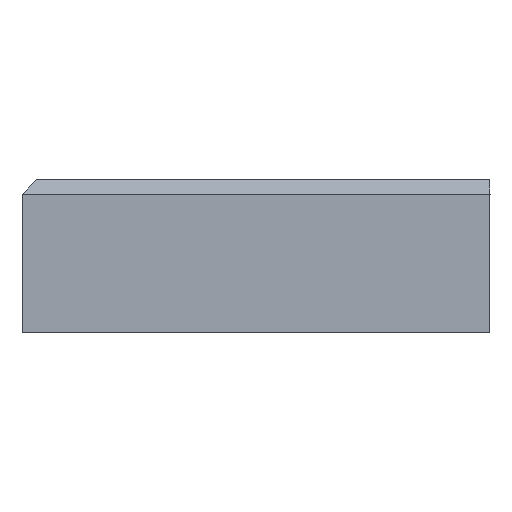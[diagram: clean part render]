
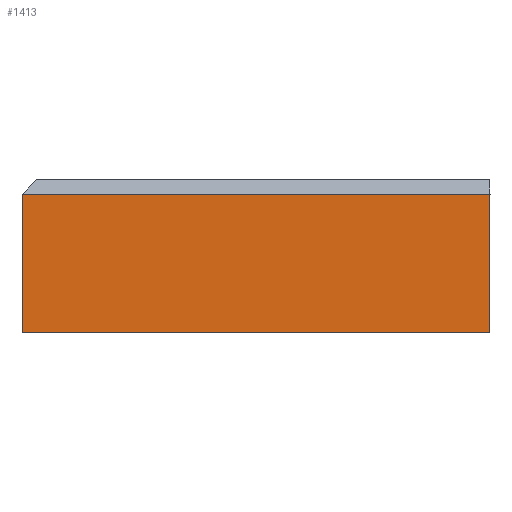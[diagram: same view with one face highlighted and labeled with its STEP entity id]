
A CAD part, left-side view. The second image highlights one B-rep face of the part: STEP entity #1413.
In plain terms, the highlighted planar face has unit normal (-1, 0, 0).
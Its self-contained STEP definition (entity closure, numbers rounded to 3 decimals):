
#9 = EDGE_LOOP ( 'NONE', ( #1914, #1916, #1915, #1918 ) ) ;
#1389 = EDGE_CURVE ( 'NONE', #1576, #1573, #2901, .T. ) ;
#1405 = EDGE_CURVE ( 'NONE', #1573, #1584, #2915, .T. ) ;
#1406 = EDGE_CURVE ( 'NONE', #1576, #1585, #2916, .T. ) ;
#1407 = EDGE_CURVE ( 'NONE', #1584, #1585, #2917, .T. ) ;
#1413 = ADVANCED_FACE ( 'NONE', ( #2934 ), #2737, .T. ) ;
#1573 = VERTEX_POINT ( 'NONE', #2825 ) ;
#1576 = VERTEX_POINT ( 'NONE', #2828 ) ;
#1584 = VERTEX_POINT ( 'NONE', #2836 ) ;
#1585 = VERTEX_POINT ( 'NONE', #2837 ) ;
#1914 = ORIENTED_EDGE ( 'NONE', *, *, #1407, .T. ) ;
#1915 = ORIENTED_EDGE ( 'NONE', *, *, #1389, .T. ) ;
#1916 = ORIENTED_EDGE ( 'NONE', *, *, #1406, .F. ) ;
#1918 = ORIENTED_EDGE ( 'NONE', *, *, #1405, .T. ) ;
#2466 = VECTOR ( 'NONE', #2650, 1000. ) ;
#2483 = VECTOR ( 'NONE', #2687, 1000. ) ;
#2484 = VECTOR ( 'NONE', #2689, 1000. ) ;
#2485 = VECTOR ( 'NONE', #2691, 1000. ) ;
#2497 = AXIS2_PLACEMENT_3D ( 'NONE', #2738, #2739, #2740 ) ;
#2649 = CARTESIAN_POINT ( 'NONE',  ( -20.15, 0., 4.65 ) ) ;
#2650 = DIRECTION ( 'NONE',  ( 0., 1., 0. ) ) ;
#2686 = CARTESIAN_POINT ( 'NONE',  ( -20.15, 15.75, 0. ) ) ;
#2687 = DIRECTION ( 'NONE',  ( 0., 0., -1. ) ) ;
#2688 = CARTESIAN_POINT ( 'NONE',  ( -20.15, 0., 0. ) ) ;
#2689 = DIRECTION ( 'NONE',  ( 0., 0., -1. ) ) ;
#2690 = CARTESIAN_POINT ( 'NONE',  ( -20.15, 7.875, 0. ) ) ;
#2691 = DIRECTION ( 'NONE',  ( 0., -1., 0. ) ) ;
#2737 = PLANE ( 'NONE',  #2497 ) ;
#2738 = CARTESIAN_POINT ( 'NONE',  ( -20.15, 0., 0. ) ) ;
#2739 = DIRECTION ( 'NONE',  ( -1., 0., 0. ) ) ;
#2740 = DIRECTION ( 'NONE',  ( 0., 0., 1. ) ) ;
#2825 = CARTESIAN_POINT ( 'NONE',  ( -20.15, 15.75, 4.65 ) ) ;
#2828 = CARTESIAN_POINT ( 'NONE',  ( -20.15, 0., 4.65 ) ) ;
#2836 = CARTESIAN_POINT ( 'NONE',  ( -20.15, 15.75, 0. ) ) ;
#2837 = CARTESIAN_POINT ( 'NONE',  ( -20.15, 0., 0. ) ) ;
#2901 = LINE ( 'NONE', #2649, #2466 ) ;
#2915 = LINE ( 'NONE', #2686, #2483 ) ;
#2916 = LINE ( 'NONE', #2688, #2484 ) ;
#2917 = LINE ( 'NONE', #2690, #2485 ) ;
#2934 = FACE_OUTER_BOUND ( 'NONE', #9, .T. ) ;
